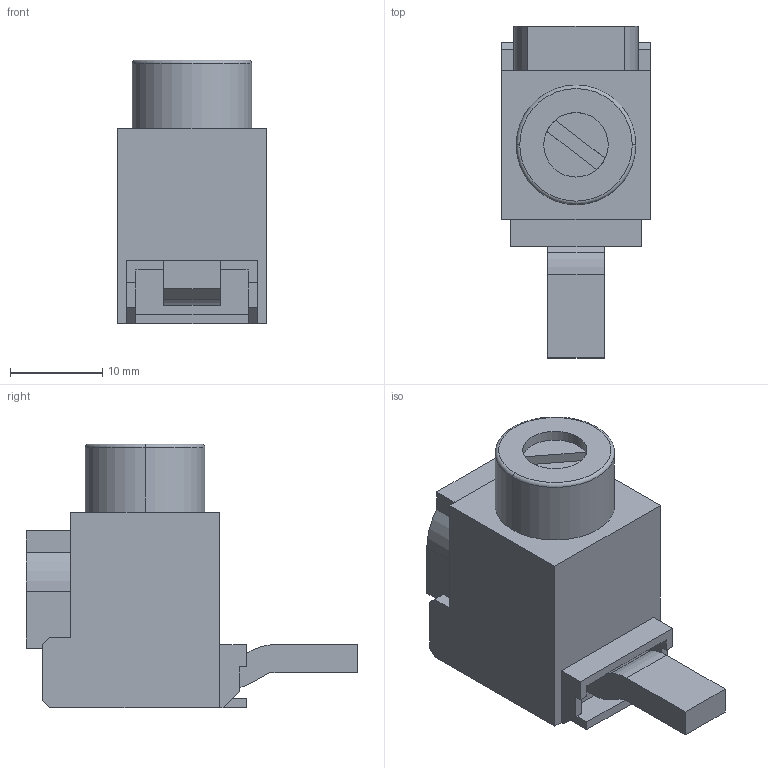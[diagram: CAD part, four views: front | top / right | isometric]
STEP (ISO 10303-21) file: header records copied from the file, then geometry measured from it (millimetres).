
FILE_DESCRIPTION (( 'STEP AP214' ), '1' );
FILE_NAME ('EPWR1PLP-1.STEP', '2012-06-01T17:57:26', ( '.adc' ), ( '' ), 'SwSTEP 2.0', 'SolidWorks 2011', '' );
FILE_SCHEMA (( 'AUTOMOTIVE_DESIGN' ));
Length unit declared in the file: inch
Products named in the file (1): EPWR1PLP-1
Bounding box: 16.13 x 35.94 x 28.57 mm (x, y, z)
Volume: 5734.9 mm3; surface area: 3666.2 mm2
Topology: 1 solids, 1 shells, 85 faces, 233 edges, 152 vertices
Faces by surface type: plane 69, cylinder 13, torus 2, cone 1
Entity records: 3081 total; most frequent: CARTESIAN_POINT 535, ORIENTED_EDGE 466, DIRECTION 432, EDGE_CURVE 233, LINE 194, VECTOR 194, VERTEX_POINT 152, AXIS2_PLACEMENT_3D 119
